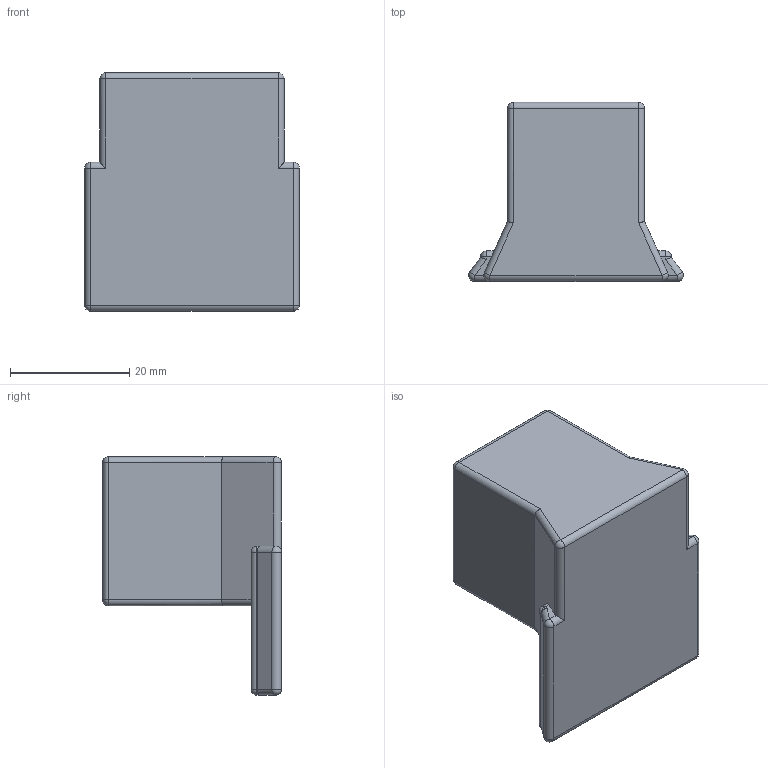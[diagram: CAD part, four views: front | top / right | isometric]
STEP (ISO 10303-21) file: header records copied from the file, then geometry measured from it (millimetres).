
FILE_DESCRIPTION(('FreeCAD Model'),'2;1');
FILE_NAME('ArcaFinderDualMountBase.step','2019-09-21T11:58:08',( 'Author'),(''),'Open CASCADE STEP processor 7.2','FreeCAD','Unknown' );
FILE_SCHEMA(('AUTOMOTIVE_DESIGN { 1 0 10303 214 1 1 1 1 }'));
Length unit declared in the file: millimetre
Products named in the file (1): DualMountBase
Bounding box: 36 x 30 x 40 mm (x, y, z)
Volume: 21097.4 mm3; surface area: 5496.6 mm2
Topology: 1 solids, 1 shells, 63 faces, 147 edges, 72 vertices
Faces by surface type: cylinder 33, plane 16, sphere 14
Entity records: 3473 total; most frequent: CARTESIAN_POINT 793, DIRECTION 495, ORIENTED_EDGE 266, PCURVE 266, DEFINITIONAL_REPRESENTATION 266, LINE 245, VECTOR 245, EDGE_CURVE 133
